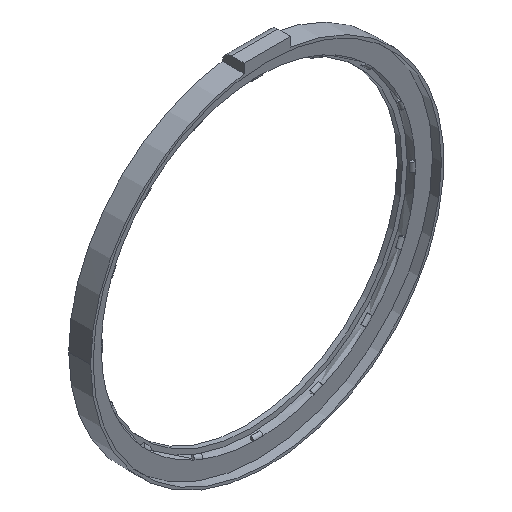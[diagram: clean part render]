
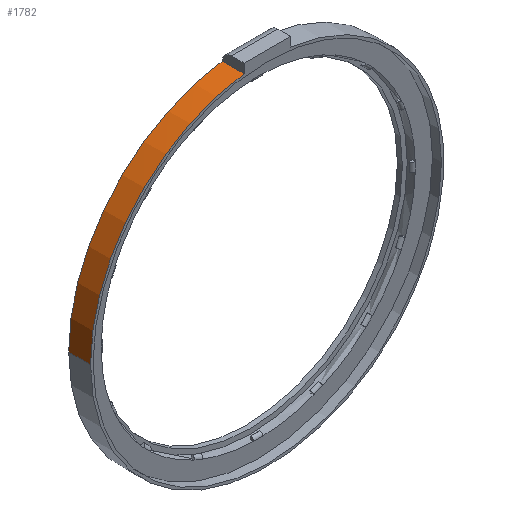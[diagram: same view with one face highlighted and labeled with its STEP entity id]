
A CAD part, isometric view. The second image highlights one B-rep face of the part: STEP entity #1782.
In plain terms, the highlighted cylindrical face has radius 114.3 mm (diameter 228.6 mm), a partial arc.
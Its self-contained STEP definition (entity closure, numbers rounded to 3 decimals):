
#97=FACE_OUTER_BOUND('',#192,.T.);
#192=EDGE_LOOP('',(#1232,#1233,#1234,#1235,#1236));
#288=CIRCLE('',#1882,114.3);
#289=CIRCLE('',#1883,114.3);
#372=LINE('',#2622,#567);
#374=LINE('',#2628,#569);
#567=VECTOR('',#2071,10.);
#569=VECTOR('',#2077,10.);
#753=B_SPLINE_CURVE_WITH_KNOTS('',3,(#2595,#2596,#2597,#2598),
 .UNSPECIFIED.,.F.,.F.,(4,4),(6.098,6.111),
 .UNSPECIFIED.);
#756=VERTEX_POINT('',#2592);
#757=VERTEX_POINT('',#2594);
#765=VERTEX_POINT('',#2621);
#766=VERTEX_POINT('',#2625);
#767=VERTEX_POINT('',#2627);
#938=EDGE_CURVE('',#756,#757,#753,.T.);
#950=EDGE_CURVE('',#765,#757,#372,.T.);
#952=EDGE_CURVE('',#766,#756,#288,.T.);
#953=EDGE_CURVE('',#767,#766,#374,.T.);
#954=EDGE_CURVE('',#765,#767,#289,.T.);
#1232=ORIENTED_EDGE('',*,*,#938,.F.);
#1233=ORIENTED_EDGE('',*,*,#952,.F.);
#1234=ORIENTED_EDGE('',*,*,#953,.F.);
#1235=ORIENTED_EDGE('',*,*,#954,.F.);
#1236=ORIENTED_EDGE('',*,*,#950,.T.);
#1756=CYLINDRICAL_SURFACE('',#1881,114.3);
#1782=ADVANCED_FACE('',(#97),#1756,.T.);
#1881=AXIS2_PLACEMENT_3D('',#2624,#2073,#2074);
#1882=AXIS2_PLACEMENT_3D('',#2626,#2075,#2076);
#1883=AXIS2_PLACEMENT_3D('',#2629,#2078,#2079);
#2071=DIRECTION('',(0.,1.,0.));
#2073=DIRECTION('center_axis',(0.,-1.,0.));
#2074=DIRECTION('ref_axis',(-1.,0.,0.));
#2075=DIRECTION('center_axis',(0.,1.,0.));
#2076=DIRECTION('ref_axis',(-1.,0.,0.));
#2077=DIRECTION('',(0.,1.,0.));
#2078=DIRECTION('center_axis',(0.,-1.,0.));
#2079=DIRECTION('ref_axis',(-1.,0.,0.));
#2592=CARTESIAN_POINT('',(-15.087,79.05,113.3));
#2594=CARTESIAN_POINT('',(-14.944,79.05,113.319));
#2595=CARTESIAN_POINT('Ctrl Pts',(-15.087,79.05,113.3));
#2596=CARTESIAN_POINT('Ctrl Pts',(-15.039,79.05,113.306));
#2597=CARTESIAN_POINT('Ctrl Pts',(-14.991,79.05,113.313));
#2598=CARTESIAN_POINT('Ctrl Pts',(-14.944,79.05,113.319));
#2621=CARTESIAN_POINT('',(-14.944,64.89,113.319));
#2622=CARTESIAN_POINT('',(-14.944,72.7,113.319));
#2624=CARTESIAN_POINT('Origin',(0.,72.7,0.));
#2625=CARTESIAN_POINT('',(-114.3,79.05,0.017));
#2626=CARTESIAN_POINT('Origin',(0.,79.05,0.));
#2627=CARTESIAN_POINT('',(-114.3,64.89,0.017));
#2628=CARTESIAN_POINT('',(-114.3,72.7,0.017));
#2629=CARTESIAN_POINT('Origin',(0.,64.89,0.));
